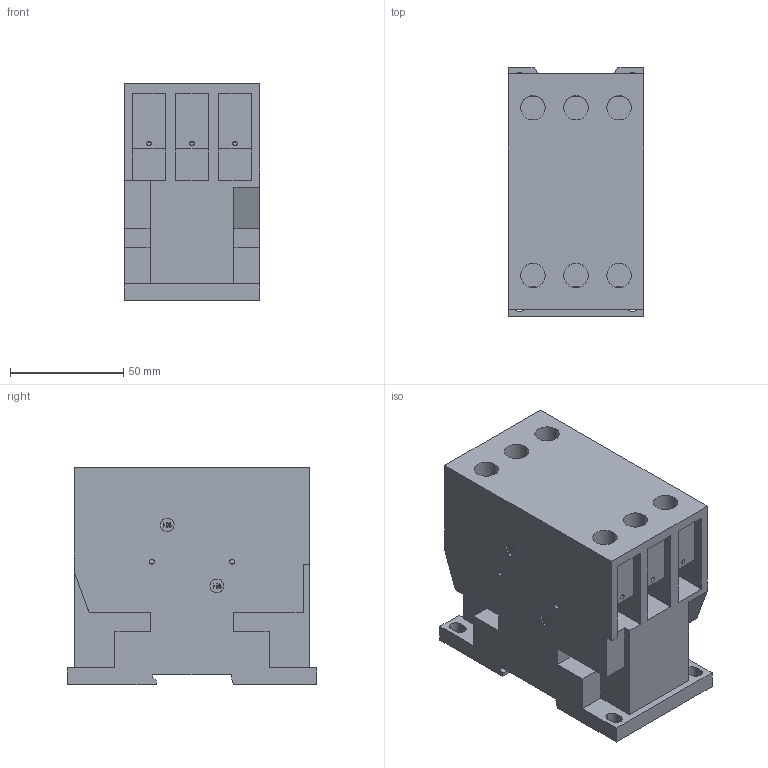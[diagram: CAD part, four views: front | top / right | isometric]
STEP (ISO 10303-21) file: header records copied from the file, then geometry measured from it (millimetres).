
FILE_DESCRIPTION (( 'STEP AP203' ), '1' );
FILE_NAME ('K3-50_62_74.STEP', '2009-07-13T07:21:03', ( 'Gutermuth' ), ( 'Benedict GmbH' ), 'SwSTEP 2.0', 'SolidWorks 2009', '' );
FILE_SCHEMA (( 'CONFIG_CONTROL_DESIGN' ));
Length unit declared in the file: millimetre
Products named in the file (1): K3-50_62_74
Bounding box: 59.8 x 110 x 96 mm (x, y, z)
Volume: 502716.7 mm3; surface area: 64529.8 mm2
Topology: 1 solids, 1 shells, 394 faces, 1089 edges, 726 vertices
Faces by surface type: plane 244, bspline 96, cylinder 54
Entity records: 13924 total; most frequent: CARTESIAN_POINT 4298, ORIENTED_EDGE 2178, DIRECTION 1597, EDGE_CURVE 1089, LINE 771, VECTOR 771, VERTEX_POINT 726, EDGE_LOOP 447
